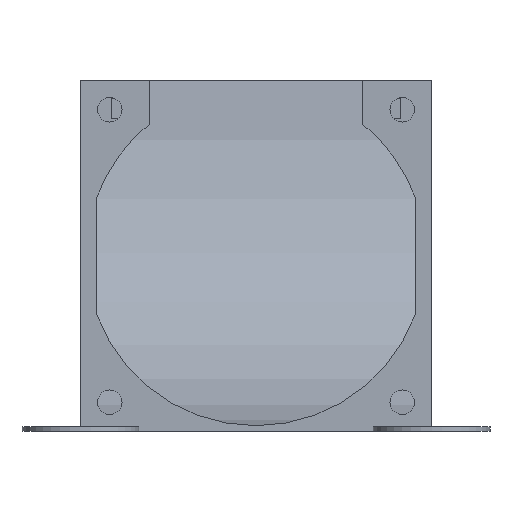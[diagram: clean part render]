
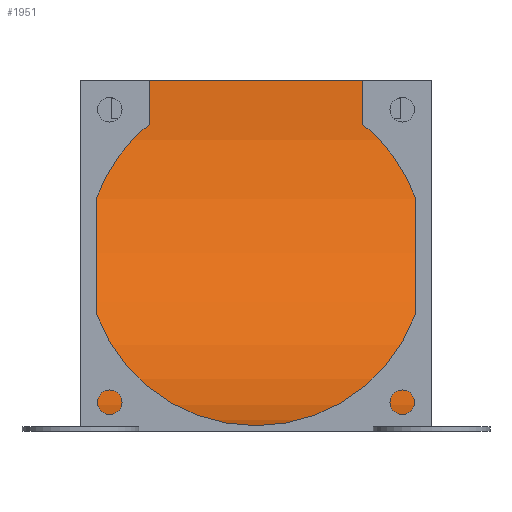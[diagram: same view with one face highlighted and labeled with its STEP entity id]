
A CAD part, left-side view. The second image highlights one B-rep face of the part: STEP entity #1951.
In plain terms, the highlighted cylindrical face has radius 59 mm (diameter 118 mm), a partial arc.
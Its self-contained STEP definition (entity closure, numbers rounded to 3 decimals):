
#229=FACE_OUTER_BOUND('',#365,.T.);
#365=EDGE_LOOP('',(#1800,#1801,#1802,#1803));
#419=LINE('',#2789,#632);
#582=LINE('',#3194,#795);
#632=VECTOR('',#2240,10.);
#795=VECTOR('',#2645,10.);
#845=CIRCLE('',#2109,59.);
#847=CIRCLE('',#2115,59.);
#903=VERTEX_POINT('',#2786);
#904=VERTEX_POINT('',#2788);
#1020=VERTEX_POINT('',#3166);
#1024=VERTEX_POINT('',#3183);
#1094=EDGE_CURVE('',#904,#903,#419,.T.);
#1278=EDGE_CURVE('',#1020,#903,#845,.T.);
#1286=EDGE_CURVE('',#904,#1024,#847,.T.);
#1291=EDGE_CURVE('',#1024,#1020,#582,.T.);
#1800=ORIENTED_EDGE('',*,*,#1286,.F.);
#1801=ORIENTED_EDGE('',*,*,#1094,.T.);
#1802=ORIENTED_EDGE('',*,*,#1278,.F.);
#1803=ORIENTED_EDGE('',*,*,#1291,.F.);
#1849=CYLINDRICAL_SURFACE('',#2121,59.);
#1951=ADVANCED_FACE('',(#229),#1849,.F.);
#2109=AXIS2_PLACEMENT_3D('',#3168,#2612,#2613);
#2115=AXIS2_PLACEMENT_3D('',#3184,#2630,#2631);
#2121=AXIS2_PLACEMENT_3D('',#3195,#2646,#2647);
#2240=DIRECTION('',(0.,1.,0.));
#2612=DIRECTION('center_axis',(0.,-1.,0.));
#2613=DIRECTION('ref_axis',(0.,0.,-1.));
#2630=DIRECTION('center_axis',(0.,1.,0.));
#2631=DIRECTION('ref_axis',(0.,0.,-1.));
#2645=DIRECTION('',(0.,1.,0.));
#2646=DIRECTION('center_axis',(0.,1.,0.));
#2647=DIRECTION('ref_axis',(0.,0.,-1.));
#2786=CARTESIAN_POINT('',(157.131,33.631,60.));
#2788=CARTESIAN_POINT('',(157.131,-20.769,60.));
#2789=CARTESIAN_POINT('',(157.131,-23.569,60.));
#3166=CARTESIAN_POINT('',(98.131,33.631,1.));
#3168=CARTESIAN_POINT('Origin',(98.131,33.631,60.));
#3183=CARTESIAN_POINT('',(98.131,-20.769,1.));
#3184=CARTESIAN_POINT('Origin',(98.131,-20.769,60.));
#3194=CARTESIAN_POINT('',(98.131,-23.569,1.));
#3195=CARTESIAN_POINT('Origin',(98.131,-23.569,60.));
